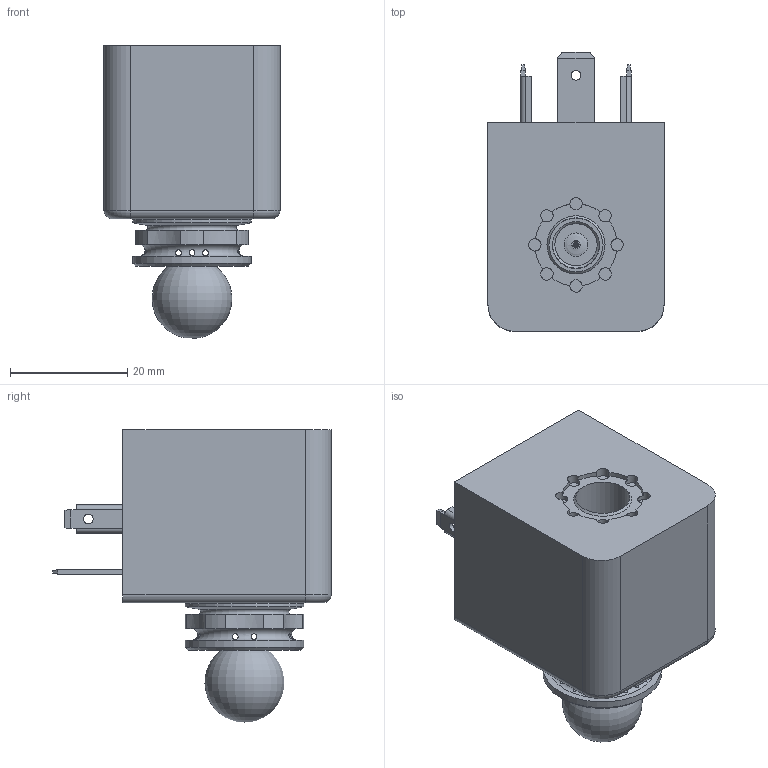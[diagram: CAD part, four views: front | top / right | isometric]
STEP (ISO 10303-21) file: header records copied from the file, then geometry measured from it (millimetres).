
FILE_DESCRIPTION(/* description */ ('STEP AP214'),/* implementation_level */ '2;1');
FILE_NAME(/* name */ '8029144_VACN-N-A1-1',/* time_stamp */ '2024-09-16T05:39:14+02:00',/* author */ ('License CC BY-ND 4.0'),/* organization */ ('CADENAS'),/* preprocessor_version */ 'ST-DEVELOPER v19.3',/* originating_system */ 'PARTsolutions',/* authorisation */ ' ');
FILE_SCHEMA (('AUTOMOTIVE_DESIGN {1 0 10303 214 3 1 1}'));
Length unit declared in the file: millimetre
Products named in the file (3): 8029144 VACN-N-A1-1; 8029101 VACN-N-A1-1_p; 706918 M8X0,75
Assembly tree (2 placements, depth 2):
  8029144 VACN-N-A1-1
    8029101 VACN-N-A1-1_p
    706918 M8X0,75
Bounding box: 30 x 47.5 x 49.88 mm (x, y, z)
Volume: 29341.9 mm3; surface area: 9861.1 mm2
Topology: 2 solids, 2 shells, 227 faces, 541 edges, 353 vertices
Faces by surface type: plane 122, cylinder 63, cone 34, torus 8
Full cylindrical faces by diameter (mm): 1 x10, 1.65 x3, 2.1 x8, 2.459 x1, 7.188 x1, 8 x1, 9.2 x1, 10.4 x1, 13.4 x1, 16 x1, 20.2 x2
Entity records: 7252 total; most frequent: CARTESIAN_POINT 1549, DIRECTION 1005, ORIENTED_EDGE 938, EDGE_CURVE 469, AXIS2_PLACEMENT_3D 422, FACE_BOUND 339, EDGE_LOOP 337, VERTEX_POINT 330
